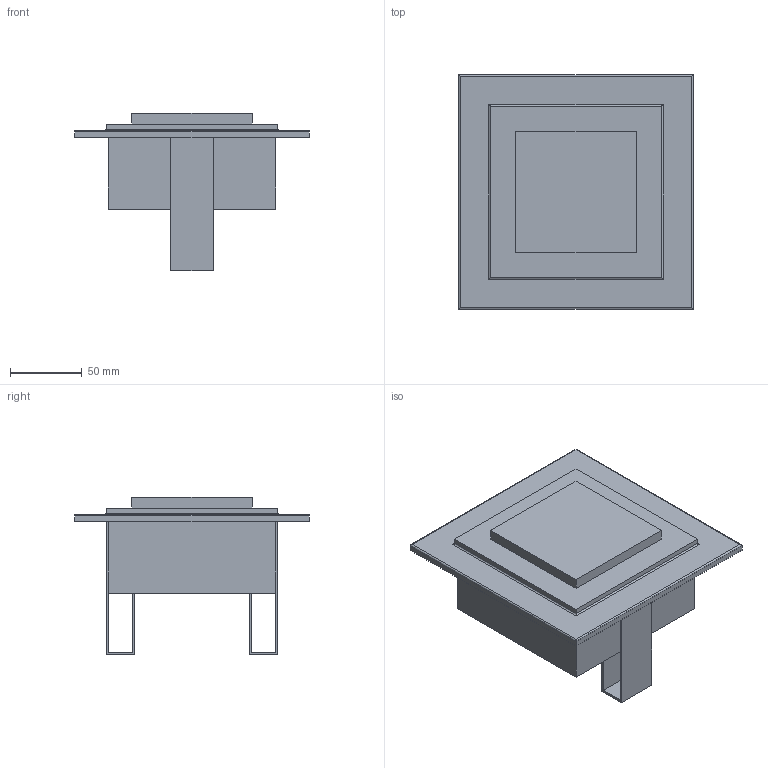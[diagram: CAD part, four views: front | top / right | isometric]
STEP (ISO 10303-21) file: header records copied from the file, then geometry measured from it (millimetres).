
FILE_DESCRIPTION(/* description */ ('Unknown'),/* implementation_level */ '2;1');
FILE_NAME(/* name */ 'SN 804.2 D',/* time_stamp */ '2020-09-08T13:32:42+02:00',/* author */ ('Unknown'),/* organization */ ('Unknown'),/* preprocessor_version */ 'ST-DEVELOPER v16.7',/* originating_system */ 'Solid Edge',/* authorisation */ 'Unknown');
FILE_SCHEMA (('AUTOMOTIVE_DESIGN {1 0 10303 214 3 1 1}'));
Length unit declared in the file: millimetre
Products named in the file (1): SN 804.2 D
Bounding box: 164 x 164 x 110 mm (x, y, z)
Volume: 950365 mm3; surface area: 97737.2 mm2
Topology: 1 solids, 1 shells, 47 faces, 120 edges, 76 vertices
Faces by surface type: plane 39, cylinder 8
Entity records: 1424 total; most frequent: CARTESIAN_POINT 244, ORIENTED_EDGE 240, DIRECTION 224, EDGE_CURVE 120, LINE 112, VECTOR 112, VERTEX_POINT 76, AXIS2_PLACEMENT_3D 56
